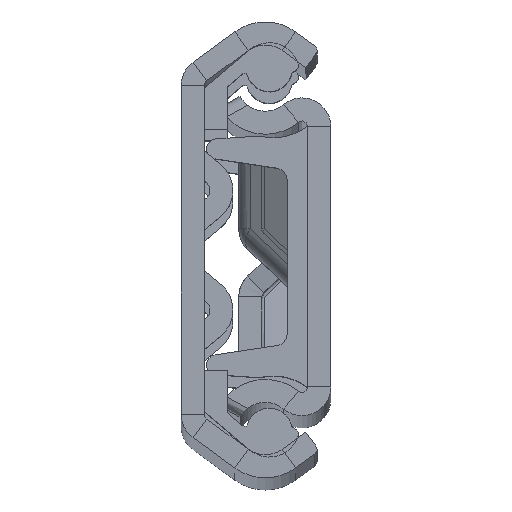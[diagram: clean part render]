
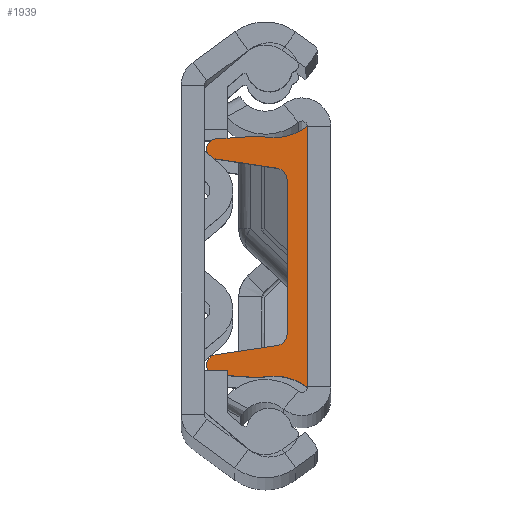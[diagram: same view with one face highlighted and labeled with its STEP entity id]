
A CAD part, top view. The second image highlights one B-rep face of the part: STEP entity #1939.
In plain terms, the highlighted face is planar.
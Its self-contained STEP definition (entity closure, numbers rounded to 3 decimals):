
#12 = CIRCLE ( 'NONE', #9211, 5. ) ;
#120 = AXIS2_PLACEMENT_3D ( 'NONE', #6972, #168, #9117 ) ;
#126 = DIRECTION ( 'NONE',  ( 0., 0.149, -0.989 ) ) ;
#168 = DIRECTION ( 'NONE',  ( 1., 0., 0. ) ) ;
#288 = VERTEX_POINT ( 'NONE', #3726 ) ;
#343 = DIRECTION ( 'NONE',  ( 0., -0.149, -0.989 ) ) ;
#400 = CARTESIAN_POINT ( 'NONE',  ( 6., -9.375, 8.8 ) ) ;
#570 = ORIENTED_EDGE ( 'NONE', *, *, #9408, .F. ) ;
#608 = AXIS2_PLACEMENT_3D ( 'NONE', #8912, #9012, #9767 ) ;
#638 = VECTOR ( 'NONE', #343, 1000. ) ;
#744 = DIRECTION ( 'NONE',  ( 0., 0.067, 0.998 ) ) ;
#765 = CIRCLE ( 'NONE', #608, 1. ) ;
#803 = CARTESIAN_POINT ( 'NONE',  ( 6., -9.375, 7.925 ) ) ;
#853 = CIRCLE ( 'NONE', #1802, 0.875 ) ;
#860 = VERTEX_POINT ( 'NONE', #2422 ) ;
#1085 = LINE ( 'NONE', #4112, #638 ) ;
#1219 = VERTEX_POINT ( 'NONE', #9457 ) ;
#1225 = DIRECTION ( 'NONE',  ( 1., 0., 0. ) ) ;
#1275 = CARTESIAN_POINT ( 'NONE',  ( 6., -7.697, 2.651 ) ) ;
#1489 = AXIS2_PLACEMENT_3D ( 'NONE', #7729, #5404, #4672 ) ;
#1598 = DIRECTION ( 'NONE',  ( 0., 0., -1. ) ) ;
#1639 = CARTESIAN_POINT ( 'NONE',  ( 6., -11.35, 0. ) ) ;
#1704 = ORIENTED_EDGE ( 'NONE', *, *, #5188, .F. ) ;
#1728 = ORIENTED_EDGE ( 'NONE', *, *, #2483, .T. ) ;
#1768 = CARTESIAN_POINT ( 'NONE',  ( 6., -7.136, -1.074 ) ) ;
#1802 = AXIS2_PLACEMENT_3D ( 'NONE', #2662, #1225, #1972 ) ;
#1925 = VECTOR ( 'NONE', #9832, 1000. ) ;
#1939 = ADVANCED_FACE ( 'NONE', ( #4718 ), #3917, .T. ) ;
#1965 = VERTEX_POINT ( 'NONE', #400 ) ;
#1972 = DIRECTION ( 'NONE',  ( 0., 0., -1. ) ) ;
#2021 = CARTESIAN_POINT ( 'NONE',  ( 6., 9.375, 7.925 ) ) ;
#2138 = CARTESIAN_POINT ( 'NONE',  ( 6., -10.5, 4.216 ) ) ;
#2168 = CARTESIAN_POINT ( 'NONE',  ( 6., 11.35, 0. ) ) ;
#2227 = CARTESIAN_POINT ( 'NONE',  ( 6., 10.734, 0.718 ) ) ;
#2276 = VECTOR ( 'NONE', #126, 1000. ) ;
#2319 = LINE ( 'NONE', #1768, #2276 ) ;
#2422 = CARTESIAN_POINT ( 'NONE',  ( 6., 9.375, 8.8 ) ) ;
#2438 = LINE ( 'NONE', #5560, #6301 ) ;
#2483 = EDGE_CURVE ( 'NONE', #860, #2847, #9113, .T. ) ;
#2662 = CARTESIAN_POINT ( 'NONE',  ( 6., -9.375, 7.925 ) ) ;
#2728 = VECTOR ( 'NONE', #7043, 1000. ) ;
#2753 = ORIENTED_EDGE ( 'NONE', *, *, #5493, .F. ) ;
#2847 = VERTEX_POINT ( 'NONE', #8011 ) ;
#2906 = CIRCLE ( 'NONE', #3537, 5. ) ;
#2990 = DIRECTION ( 'NONE',  ( 1., 0., 0. ) ) ;
#3048 = CARTESIAN_POINT ( 'NONE',  ( 6., -10.248, 7.983 ) ) ;
#3131 = EDGE_CURVE ( 'NONE', #3766, #4540, #2438, .T. ) ;
#3137 = CIRCLE ( 'NONE', #120, 0.875 ) ;
#3162 = CARTESIAN_POINT ( 'NONE',  ( 6., 10.5, 4.216 ) ) ;
#3184 = DIRECTION ( 'NONE',  ( 0., 0., -1. ) ) ;
#3224 = LINE ( 'NONE', #4816, #2728 ) ;
#3235 = VERTEX_POINT ( 'NONE', #6502 ) ;
#3326 = DIRECTION ( 'NONE',  ( 0., -1., 0. ) ) ;
#3435 = VERTEX_POINT ( 'NONE', #2138 ) ;
#3537 = AXIS2_PLACEMENT_3D ( 'NONE', #8550, #7146, #4125 ) ;
#3637 = VECTOR ( 'NONE', #744, 1000. ) ;
#3726 = CARTESIAN_POINT ( 'NONE',  ( 6., -6.708, 1.8 ) ) ;
#3766 = VERTEX_POINT ( 'NONE', #2168 ) ;
#3768 = CARTESIAN_POINT ( 'NONE',  ( 6., -10.734, 0.718 ) ) ;
#3833 = EDGE_LOOP ( 'NONE', ( #570, #4706, #4413, #2753, #9753, #3957, #5941, #5347, #5614, #1728, #5789, #5512, #9808, #1704 ) ) ;
#3917 = PLANE ( 'NONE',  #1489 ) ;
#3941 = EDGE_CURVE ( 'NONE', #3235, #860, #3137, .T. ) ;
#3957 = ORIENTED_EDGE ( 'NONE', *, *, #3131, .F. ) ;
#4112 = CARTESIAN_POINT ( 'NONE',  ( 6., 7.136, -1.074 ) ) ;
#4125 = DIRECTION ( 'NONE',  ( 0., 0., -1. ) ) ;
#4144 = EDGE_CURVE ( 'NONE', #5813, #1219, #765, .T. ) ;
#4207 = CARTESIAN_POINT ( 'NONE',  ( 6., -8.51, 8.055 ) ) ;
#4413 = ORIENTED_EDGE ( 'NONE', *, *, #5204, .T. ) ;
#4470 = LINE ( 'NONE', #2227, #1925 ) ;
#4540 = VERTEX_POINT ( 'NONE', #1639 ) ;
#4672 = DIRECTION ( 'NONE',  ( 0., 0., -1. ) ) ;
#4706 = ORIENTED_EDGE ( 'NONE', *, *, #9463, .T. ) ;
#4718 = FACE_OUTER_BOUND ( 'NONE', #3833, .T. ) ;
#4816 = CARTESIAN_POINT ( 'NONE',  ( 6., 0., 1.8 ) ) ;
#4900 = AXIS2_PLACEMENT_3D ( 'NONE', #803, #5367, #1598 ) ;
#5188 = EDGE_CURVE ( 'NONE', #8386, #288, #9506, .T. ) ;
#5204 = EDGE_CURVE ( 'NONE', #1965, #6107, #5214, .T. ) ;
#5214 = CIRCLE ( 'NONE', #4900, 0.875 ) ;
#5347 = ORIENTED_EDGE ( 'NONE', *, *, #8112, .T. ) ;
#5367 = DIRECTION ( 'NONE',  ( 1., 0., 0. ) ) ;
#5404 = DIRECTION ( 'NONE',  ( 1., 0., 0. ) ) ;
#5493 = EDGE_CURVE ( 'NONE', #3435, #6107, #6747, .T. ) ;
#5512 = ORIENTED_EDGE ( 'NONE', *, *, #4144, .F. ) ;
#5560 = CARTESIAN_POINT ( 'NONE',  ( 6., 0., 0. ) ) ;
#5614 = ORIENTED_EDGE ( 'NONE', *, *, #3941, .T. ) ;
#5645 = EDGE_CURVE ( 'NONE', #2847, #1219, #1085, .T. ) ;
#5789 = ORIENTED_EDGE ( 'NONE', *, *, #5645, .T. ) ;
#5813 = VERTEX_POINT ( 'NONE', #8617 ) ;
#5941 = ORIENTED_EDGE ( 'NONE', *, *, #6598, .F. ) ;
#6024 = DIRECTION ( 'NONE',  ( 0., 0., -1. ) ) ;
#6078 = CARTESIAN_POINT ( 'NONE',  ( 6., -6.708, 2.8 ) ) ;
#6107 = VERTEX_POINT ( 'NONE', #3048 ) ;
#6301 = VECTOR ( 'NONE', #3326, 1000. ) ;
#6502 = CARTESIAN_POINT ( 'NONE',  ( 6., 10.248, 7.983 ) ) ;
#6598 = EDGE_CURVE ( 'NONE', #9432, #3766, #12, .T. ) ;
#6747 = LINE ( 'NONE', #3768, #3637 ) ;
#6972 = CARTESIAN_POINT ( 'NONE',  ( 6., 9.375, 7.925 ) ) ;
#7026 = VERTEX_POINT ( 'NONE', #4207 ) ;
#7043 = DIRECTION ( 'NONE',  ( 0., -1., 0. ) ) ;
#7102 = DIRECTION ( 'NONE',  ( 1., 0., 0. ) ) ;
#7146 = DIRECTION ( 'NONE',  ( 1., 0., 0. ) ) ;
#7674 = AXIS2_PLACEMENT_3D ( 'NONE', #2021, #8673, #9373 ) ;
#7729 = CARTESIAN_POINT ( 'NONE',  ( 6., 0., 0. ) ) ;
#8011 = CARTESIAN_POINT ( 'NONE',  ( 6., 8.51, 8.055 ) ) ;
#8112 = EDGE_CURVE ( 'NONE', #9432, #3235, #4470, .T. ) ;
#8309 = EDGE_CURVE ( 'NONE', #5813, #288, #3224, .T. ) ;
#8386 = VERTEX_POINT ( 'NONE', #1275 ) ;
#8550 = CARTESIAN_POINT ( 'NONE',  ( 6., -15.35, 3. ) ) ;
#8617 = CARTESIAN_POINT ( 'NONE',  ( 6., 6.708, 1.8 ) ) ;
#8673 = DIRECTION ( 'NONE',  ( 1., 0., 0. ) ) ;
#8912 = CARTESIAN_POINT ( 'NONE',  ( 6., 6.708, 2.8 ) ) ;
#9012 = DIRECTION ( 'NONE',  ( 1., 0., 0. ) ) ;
#9113 = CIRCLE ( 'NONE', #7674, 0.875 ) ;
#9117 = DIRECTION ( 'NONE',  ( 0., 0., -1. ) ) ;
#9153 = EDGE_CURVE ( 'NONE', #4540, #3435, #2906, .T. ) ;
#9184 = AXIS2_PLACEMENT_3D ( 'NONE', #6078, #2990, #6024 ) ;
#9211 = AXIS2_PLACEMENT_3D ( 'NONE', #9393, #7102, #3184 ) ;
#9373 = DIRECTION ( 'NONE',  ( 0., 0., -1. ) ) ;
#9393 = CARTESIAN_POINT ( 'NONE',  ( 6., 15.35, 3. ) ) ;
#9408 = EDGE_CURVE ( 'NONE', #7026, #8386, #2319, .T. ) ;
#9432 = VERTEX_POINT ( 'NONE', #3162 ) ;
#9457 = CARTESIAN_POINT ( 'NONE',  ( 6., 7.697, 2.651 ) ) ;
#9463 = EDGE_CURVE ( 'NONE', #7026, #1965, #853, .T. ) ;
#9506 = CIRCLE ( 'NONE', #9184, 1. ) ;
#9753 = ORIENTED_EDGE ( 'NONE', *, *, #9153, .F. ) ;
#9767 = DIRECTION ( 'NONE',  ( 0., 0., -1. ) ) ;
#9808 = ORIENTED_EDGE ( 'NONE', *, *, #8309, .T. ) ;
#9832 = DIRECTION ( 'NONE',  ( 0., -0.067, 0.998 ) ) ;
